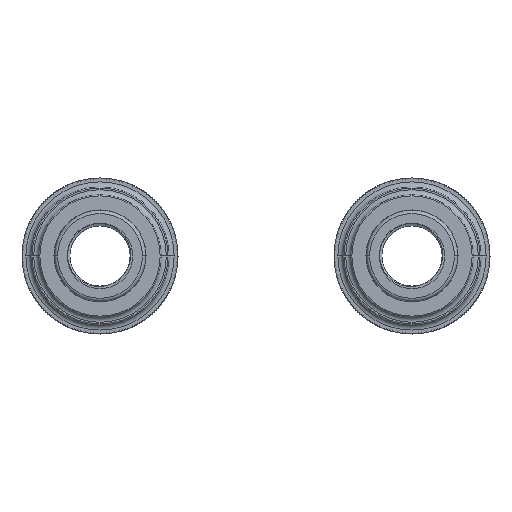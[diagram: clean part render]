
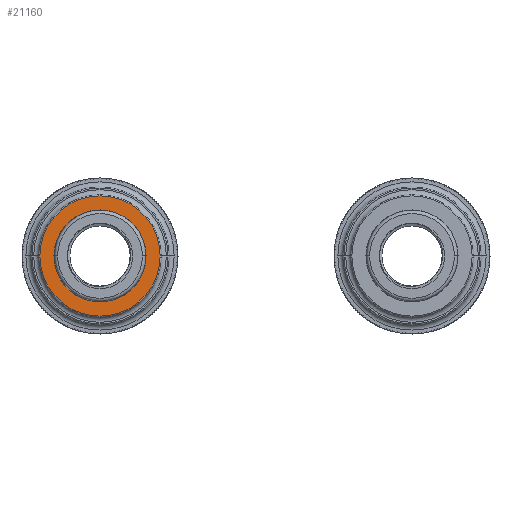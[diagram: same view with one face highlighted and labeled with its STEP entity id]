
A CAD part, top view. The second image highlights one B-rep face of the part: STEP entity #21160.
In plain terms, the highlighted face is planar.
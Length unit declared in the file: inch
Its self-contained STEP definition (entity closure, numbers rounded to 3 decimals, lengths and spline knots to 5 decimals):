
#12131=CARTESIAN_POINT('',(0.,0.525,0.));
#12132=DIRECTION('',(0.,1.,0.));
#12133=DIRECTION('',(1.,0.,0.));
#12134=AXIS2_PLACEMENT_3D('',#12131,#12132,#12133);
#12136=CARTESIAN_POINT('',(0.,0.525,0.));
#12137=DIRECTION('',(0.,1.,0.));
#12138=DIRECTION('',(-1.,0.,0.));
#12139=AXIS2_PLACEMENT_3D('',#12136,#12137,#12138);
#12141=CARTESIAN_POINT('',(0.,0.525,0.));
#12142=DIRECTION('',(0.,-1.,0.));
#12143=DIRECTION('',(1.,0.,0.));
#12144=AXIS2_PLACEMENT_3D('',#12141,#12142,#12143);
#12146=CARTESIAN_POINT('',(0.,0.525,0.));
#12147=DIRECTION('',(0.,-1.,0.));
#12148=DIRECTION('',(-1.,0.,0.));
#12149=AXIS2_PLACEMENT_3D('',#12146,#12147,#12148);
#19883=CARTESIAN_POINT('',(0.885,0.525,0.));
#19884=CARTESIAN_POINT('',(-0.885,0.525,0.));
#19885=VERTEX_POINT('',#19883);
#19886=VERTEX_POINT('',#19884);
#19907=CARTESIAN_POINT('',(1.15668,0.525,0.));
#19908=CARTESIAN_POINT('',(-1.15668,0.525,0.));
#19909=VERTEX_POINT('',#19907);
#19910=VERTEX_POINT('',#19908);
#21145=CARTESIAN_POINT('',(0.,0.525,0.));
#21146=DIRECTION('',(0.,1.,0.));
#21147=DIRECTION('',(-1.,0.,0.));
#21148=AXIS2_PLACEMENT_3D('',#21145,#21146,#21147);
#21149=PLANE('',#21148);
#21150=ORIENTED_EDGE('',*,*,#21127,.T.);
#21151=ORIENTED_EDGE('',*,*,#21112,.T.);
#21152=EDGE_LOOP('',(#21150,#21151));
#21153=FACE_OUTER_BOUND('',#21152,.F.);
#21155=ORIENTED_EDGE('',*,*,#21154,.T.);
#21157=ORIENTED_EDGE('',*,*,#21156,.T.);
#21158=EDGE_LOOP('',(#21155,#21157));
#21159=FACE_BOUND('',#21158,.F.);
#21160=ADVANCED_FACE('',(#21153,#21159),#21149,.T.);
#12135=CIRCLE('',#12134,0.885);
#12140=CIRCLE('',#12139,0.885);
#12145=CIRCLE('',#12144,1.15668);
#12150=CIRCLE('',#12149,1.15668);
#21112=EDGE_CURVE('',#19910,#19909,#12150,.T.);
#21127=EDGE_CURVE('',#19909,#19910,#12145,.T.);
#21154=EDGE_CURVE('',#19885,#19886,#12135,.T.);
#21156=EDGE_CURVE('',#19886,#19885,#12140,.T.);
